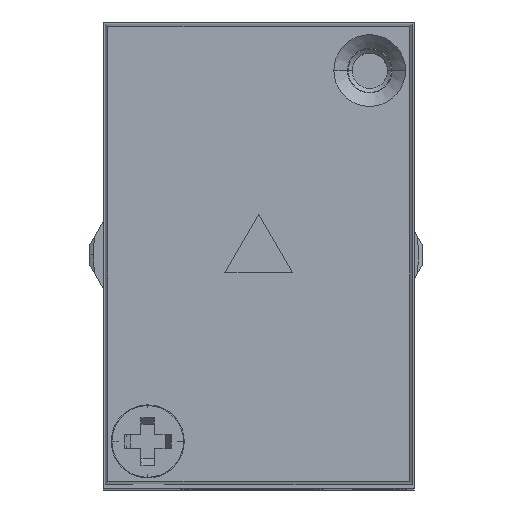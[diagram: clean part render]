
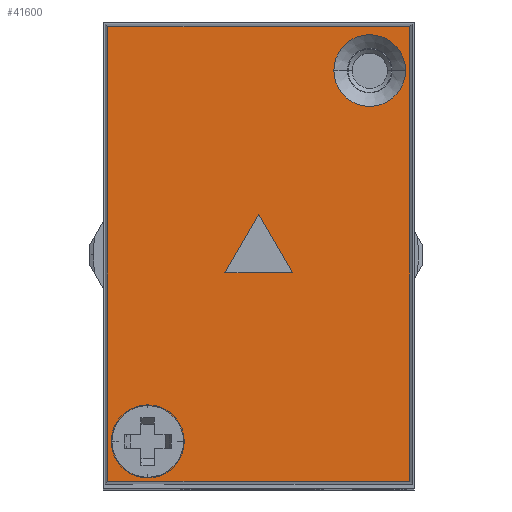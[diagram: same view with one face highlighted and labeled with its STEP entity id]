
A CAD part, top view. The second image highlights one B-rep face of the part: STEP entity #41600.
In plain terms, the highlighted planar face has unit normal (0, 0, 1).
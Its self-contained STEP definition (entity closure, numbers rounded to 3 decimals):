
#5784 = PLANE ( 'NONE',  #46308 ) ;
#5785 = CARTESIAN_POINT ( 'NONE',  ( -11.15, 16.9, 0. ) ) ;
#5786 = DIRECTION ( 'NONE',  ( 0., 0., 1. ) ) ;
#5787 = DIRECTION ( 'NONE',  ( 1., 0., 0. ) ) ;
#9014 = AXIS2_PLACEMENT_3D ( 'NONE', #28970, #28971, #28972 ) ;
#9016 = AXIS2_PLACEMENT_3D ( 'NONE', #28980, #28981, #28982 ) ;
#9433 = AXIS2_PLACEMENT_3D ( 'NONE', #45276, #45277, #45278 ) ;
#9434 = AXIS2_PLACEMENT_3D ( 'NONE', #45279, #45280, #45281 ) ;
#14415 = VERTEX_POINT ( 'NONE', #40692 ) ;
#14417 = VERTEX_POINT ( 'NONE', #40694 ) ;
#14423 = VERTEX_POINT ( 'NONE', #40700 ) ;
#14425 = VERTEX_POINT ( 'NONE', #40702 ) ;
#16281 = VERTEX_POINT ( 'NONE', #41330 ) ;
#16282 = VERTEX_POINT ( 'NONE', #41331 ) ;
#16283 = VERTEX_POINT ( 'NONE', #41332 ) ;
#16284 = VERTEX_POINT ( 'NONE', #41333 ) ;
#16285 = VERTEX_POINT ( 'NONE', #41334 ) ;
#16286 = VERTEX_POINT ( 'NONE', #41335 ) ;
#16287 = VERTEX_POINT ( 'NONE', #41336 ) ;
#20117 = CIRCLE ( 'NONE', #9014, 2.65 ) ;
#20123 = CIRCLE ( 'NONE', #9016, 2.65 ) ;
#22915 = ORIENTED_EDGE ( 'NONE', *, *, #26033, .T. ) ;
#22916 = ORIENTED_EDGE ( 'NONE', *, *, #37871, .T. ) ;
#22917 = ORIENTED_EDGE ( 'NONE', *, *, #26029, .T. ) ;
#22918 = ORIENTED_EDGE ( 'NONE', *, *, #37872, .T. ) ;
#22919 = ORIENTED_EDGE ( 'NONE', *, *, #37873, .F. ) ;
#22920 = ORIENTED_EDGE ( 'NONE', *, *, #37874, .F. ) ;
#26029 = EDGE_CURVE ( 'NONE', #14417, #14415, #20117, .T. ) ;
#26033 = EDGE_CURVE ( 'NONE', #14425, #14423, #20123, .T. ) ;
#28970 = CARTESIAN_POINT ( 'NONE',  ( 8.2, 13.65, 0. ) ) ;
#28971 = DIRECTION ( 'NONE',  ( 0., 0., -1. ) ) ;
#28972 = DIRECTION ( 'NONE',  ( 1., 0., 0. ) ) ;
#28980 = CARTESIAN_POINT ( 'NONE',  ( -8.2, -13.75, 0. ) ) ;
#28981 = DIRECTION ( 'NONE',  ( 0., 0., -1. ) ) ;
#28982 = DIRECTION ( 'NONE',  ( 1., 0., 0. ) ) ;
#33239 = EDGE_LOOP ( 'NONE', ( #33267, #33268, #33269, #33270 ) ) ;
#33240 = EDGE_LOOP ( 'NONE', ( #22919, #22920, #33266 ) ) ;
#33241 = EDGE_LOOP ( 'NONE', ( #22915, #22916 ) ) ;
#33265 = EDGE_LOOP ( 'NONE', ( #22917, #22918 ) ) ;
#33266 = ORIENTED_EDGE ( 'NONE', *, *, #37875, .F. ) ;
#33267 = ORIENTED_EDGE ( 'NONE', *, *, #37876, .T. ) ;
#33268 = ORIENTED_EDGE ( 'NONE', *, *, #37877, .T. ) ;
#33269 = ORIENTED_EDGE ( 'NONE', *, *, #37878, .T. ) ;
#33270 = ORIENTED_EDGE ( 'NONE', *, *, #37879, .T. ) ;
#37871 = EDGE_CURVE ( 'NONE', #14423, #14425, #43880, .T. ) ;
#37872 = EDGE_CURVE ( 'NONE', #14415, #14417, #43882, .T. ) ;
#37873 = EDGE_CURVE ( 'NONE', #16281, #16282, #43881, .T. ) ;
#37874 = EDGE_CURVE ( 'NONE', #16283, #16281, #43884, .T. ) ;
#37875 = EDGE_CURVE ( 'NONE', #16282, #16283, #43886, .T. ) ;
#37876 = EDGE_CURVE ( 'NONE', #16284, #16285, #43888, .T. ) ;
#37877 = EDGE_CURVE ( 'NONE', #16285, #16286, #43890, .T. ) ;
#37878 = EDGE_CURVE ( 'NONE', #16286, #16287, #43892, .T. ) ;
#37879 = EDGE_CURVE ( 'NONE', #16287, #16284, #43894, .T. ) ;
#40692 = CARTESIAN_POINT ( 'NONE',  ( 5.55, 13.65, 0. ) ) ;
#40694 = CARTESIAN_POINT ( 'NONE',  ( 10.85, 13.65, 0. ) ) ;
#40700 = CARTESIAN_POINT ( 'NONE',  ( -10.85, -13.75, 0. ) ) ;
#40702 = CARTESIAN_POINT ( 'NONE',  ( -5.55, -13.75, 0. ) ) ;
#41330 = CARTESIAN_POINT ( 'NONE',  ( 0., 3.049, 0. ) ) ;
#41331 = CARTESIAN_POINT ( 'NONE',  ( -2.5, -1.281, 0. ) ) ;
#41332 = CARTESIAN_POINT ( 'NONE',  ( 2.5, -1.281, 0. ) ) ;
#41333 = CARTESIAN_POINT ( 'NONE',  ( 11.15, 16.9, 0. ) ) ;
#41334 = CARTESIAN_POINT ( 'NONE',  ( -11.15, 16.9, 0. ) ) ;
#41335 = CARTESIAN_POINT ( 'NONE',  ( -11.15, -16.7, 0. ) ) ;
#41336 = CARTESIAN_POINT ( 'NONE',  ( 11.15, -16.7, 0. ) ) ;
#41600 = ADVANCED_FACE ( 'NONE', ( #50104, #50105, #50106, #50107 ), #5784, .T. ) ;
#43880 = CIRCLE ( 'NONE', #9433, 2.65 ) ;
#43881 = LINE ( 'NONE', #45282, #43883 ) ;
#43882 = CIRCLE ( 'NONE', #9434, 2.65 ) ;
#43883 = VECTOR ( 'NONE', #45283, 1000. ) ;
#43884 = LINE ( 'NONE', #45284, #43885 ) ;
#43885 = VECTOR ( 'NONE', #45285, 1000. ) ;
#43886 = LINE ( 'NONE', #45286, #43887 ) ;
#43887 = VECTOR ( 'NONE', #45287, 1000. ) ;
#43888 = LINE ( 'NONE', #45288, #43889 ) ;
#43889 = VECTOR ( 'NONE', #45289, 1000. ) ;
#43890 = LINE ( 'NONE', #45290, #43891 ) ;
#43891 = VECTOR ( 'NONE', #45291, 1000. ) ;
#43892 = LINE ( 'NONE', #45292, #43893 ) ;
#43893 = VECTOR ( 'NONE', #45293, 1000. ) ;
#43894 = LINE ( 'NONE', #45294, #43895 ) ;
#43895 = VECTOR ( 'NONE', #45295, 1000. ) ;
#45276 = CARTESIAN_POINT ( 'NONE',  ( -8.2, -13.75, 0. ) ) ;
#45277 = DIRECTION ( 'NONE',  ( 0., 0., -1. ) ) ;
#45278 = DIRECTION ( 'NONE',  ( 1., 0., 0. ) ) ;
#45279 = CARTESIAN_POINT ( 'NONE',  ( 8.2, 13.65, 0. ) ) ;
#45280 = DIRECTION ( 'NONE',  ( 0., 0., -1. ) ) ;
#45281 = DIRECTION ( 'NONE',  ( 1., 0., 0. ) ) ;
#45282 = CARTESIAN_POINT ( 'NONE',  ( -2.5, -1.281, 0. ) ) ;
#45283 = DIRECTION ( 'NONE',  ( -0.5, -0.866, 0. ) ) ;
#45284 = CARTESIAN_POINT ( 'NONE',  ( 2.5, -1.281, 0. ) ) ;
#45285 = DIRECTION ( 'NONE',  ( -0.5, 0.866, 0. ) ) ;
#45286 = CARTESIAN_POINT ( 'NONE',  ( -2.5, -1.281, 0. ) ) ;
#45287 = DIRECTION ( 'NONE',  ( 1., 0., 0. ) ) ;
#45288 = CARTESIAN_POINT ( 'NONE',  ( 11.15, 16.9, 0. ) ) ;
#45289 = DIRECTION ( 'NONE',  ( -1., 0., 0. ) ) ;
#45290 = CARTESIAN_POINT ( 'NONE',  ( -11.15, 16.9, 0. ) ) ;
#45291 = DIRECTION ( 'NONE',  ( 0., -1., 0. ) ) ;
#45292 = CARTESIAN_POINT ( 'NONE',  ( 11.15, -16.7, 0. ) ) ;
#45293 = DIRECTION ( 'NONE',  ( 1., 0., 0. ) ) ;
#45294 = CARTESIAN_POINT ( 'NONE',  ( 11.15, 16.9, 0. ) ) ;
#45295 = DIRECTION ( 'NONE',  ( 0., 1., 0. ) ) ;
#46308 = AXIS2_PLACEMENT_3D ( 'NONE', #5785, #5786, #5787 ) ;
#50104 = FACE_BOUND ( 'NONE', #33241, .T. ) ;
#50105 = FACE_BOUND ( 'NONE', #33265, .T. ) ;
#50106 = FACE_BOUND ( 'NONE', #33240, .T. ) ;
#50107 = FACE_OUTER_BOUND ( 'NONE', #33239, .T. ) ;
